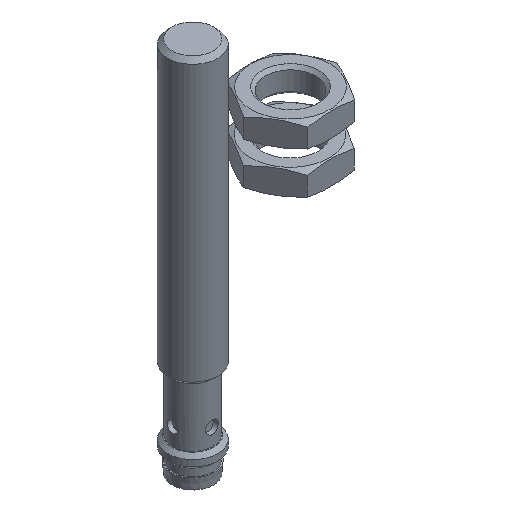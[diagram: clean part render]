
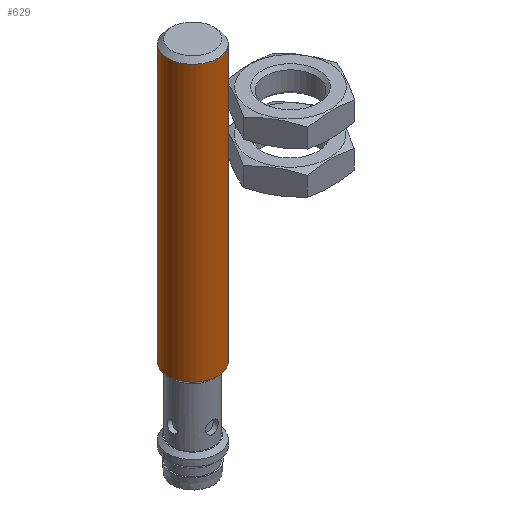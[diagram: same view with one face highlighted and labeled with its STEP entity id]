
A CAD part, isometric view. The second image highlights one B-rep face of the part: STEP entity #629.
In plain terms, the highlighted cylindrical face has radius 4 mm (diameter 8 mm), a full revolution.
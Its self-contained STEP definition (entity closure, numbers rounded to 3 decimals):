
#53=CYLINDRICAL_SURFACE($,#691,4.);
#73=FACE_BOUND($,#216,.T.);
#121=CIRCLE($,#687,4.);
#124=CIRCLE($,#692,4.);
#160=FACE_OUTER_BOUND($,#215,.T.);
#215=EDGE_LOOP($,(#489));
#216=EDGE_LOOP($,(#490));
#341=VERTEX_POINT($,#996);
#344=VERTEX_POINT($,#1004);
#404=EDGE_CURVE($,#341,#341,#121,.T.);
#407=EDGE_CURVE($,#344,#344,#124,.T.);
#489=ORIENTED_EDGE($,*,*,#404,.F.);
#490=ORIENTED_EDGE($,*,*,#407,.F.);
#629=ADVANCED_FACE($,(#160,#73),#53,.T.);
#687=AXIS2_PLACEMENT_3D($,#997,#799,#800);
#691=AXIS2_PLACEMENT_3D($,#1003,#807,#808);
#692=AXIS2_PLACEMENT_3D($,#1005,#809,#810);
#799=DIRECTION('center_axis',(0.,0.,1.));
#800=DIRECTION('ref_axis',(-1.,0.,0.));
#807=DIRECTION('center_axis',(0.,0.,1.));
#808=DIRECTION('ref_axis',(-1.,0.,0.));
#809=DIRECTION('center_axis',(0.,0.,-1.));
#810=DIRECTION('ref_axis',(-1.,0.,0.));
#996=CARTESIAN_POINT('',(4.,0.,44.6));
#997=CARTESIAN_POINT('Origin',(0.,0.,44.6));
#1003=CARTESIAN_POINT('Origin',(0.,0.,0.));
#1004=CARTESIAN_POINT('',(4.,0.,0.7));
#1005=CARTESIAN_POINT('Origin',(0.,0.,0.7));
